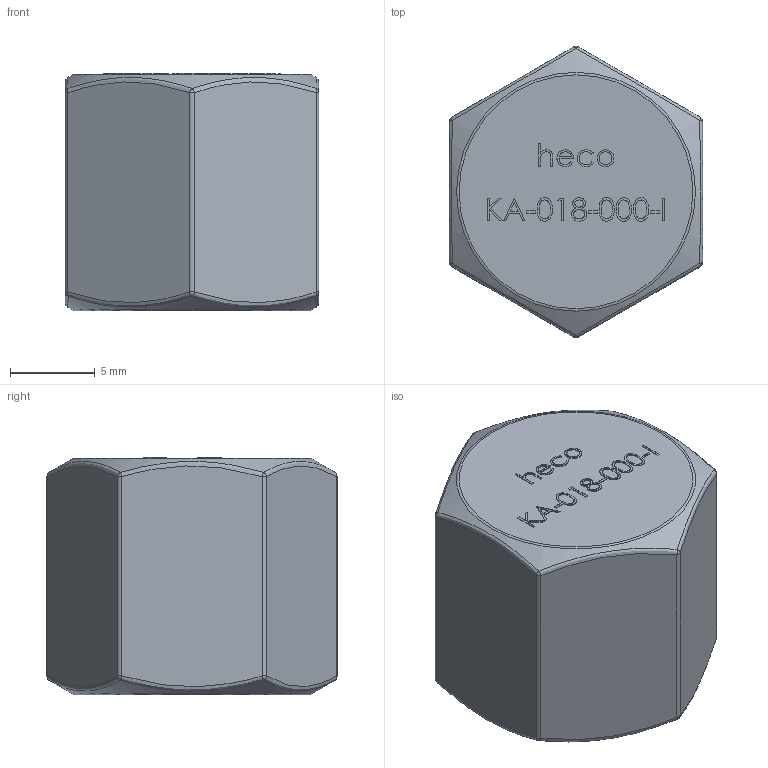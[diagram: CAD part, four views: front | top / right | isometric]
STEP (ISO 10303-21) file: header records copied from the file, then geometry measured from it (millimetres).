
FILE_DESCRIPTION (( 'STEP AP214' ), '1' );
FILE_NAME ('KA-018-000-I 2310.STEP', '2023-10-09T12:42:58', ( '' ), ( '' ), 'SwSTEP 2.0', 'SolidWorks 2019', '' );
FILE_SCHEMA (( 'AUTOMOTIVE_DESIGN' ));
Length unit declared in the file: millimetre
Products named in the file (1): KA-018-000-I 2310
Bounding box: 15 x 17.23 x 14.04 mm (x, y, z)
Volume: 2065.5 mm3; surface area: 1353.8 mm2
Topology: 1 solids, 1 shells, 216 faces, 533 edges, 341 vertices
Faces by surface type: bspline 100, plane 91, sphere 12, cylinder 7, cone 3, torus 3
Full cylindrical faces by diameter (mm): 8.566 x1
Entity records: 14268 total; most frequent: CARTESIAN_POINT 7902, ORIENTED_EDGE 1030, DIRECTION 593, EDGE_CURVE 515, VERTEX_POINT 334, LINE 271, VECTOR 271, EDGE_LOOP 249
